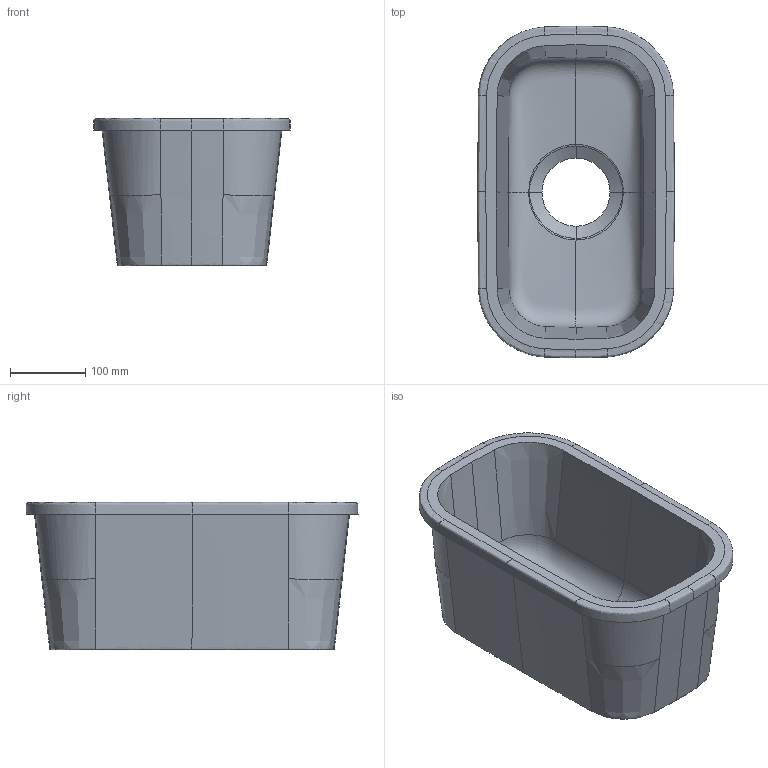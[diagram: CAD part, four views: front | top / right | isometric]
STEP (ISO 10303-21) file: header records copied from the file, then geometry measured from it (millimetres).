
FILE_DESCRIPTION(/* description */ (''),/* implementation_level */ '2;1');
FILE_NAME(/* name */ 'Spuele_6707_Cisterna_26.stp',/* time_stamp */ '2019-02-21T09:52:33+01:00',/* author */ (''),/* organization */ (''),/* preprocessor_version */ 'ST-DEVELOPER v16',/* originating_system */ 'SIEMENS PLM Software NX 10.0',/* authorisation */ '');
FILE_SCHEMA (('AUTOMOTIVE_DESIGN { 1 0 10303 214 3 1 1 1 }'));
Products named in the file (1): Sier1A8802D29hzv
Bounding box: 262 x 442 x 196.5 mm (x, y, z)
Volume: 4248905.5 mm3; surface area: 562718.9 mm2
Topology: 1 solids, 1 shells, 82 faces, 193 edges, 112 vertices
Faces by surface type: bspline 68, plane 5, torus 4, cone 4, cylinder 1
Full cylindrical faces by diameter (mm): 90.714 x1
Entity records: 95092 total; most frequent: CARTESIAN_POINT 93769, ORIENTED_EDGE 384, EDGE_CURVE 192, B_SPLINE_CURVE_WITH_KNOTS 136, VERTEX_POINT 112, EDGE_LOOP 84, ADVANCED_FACE 82, FACE_OUTER_BOUND 80
